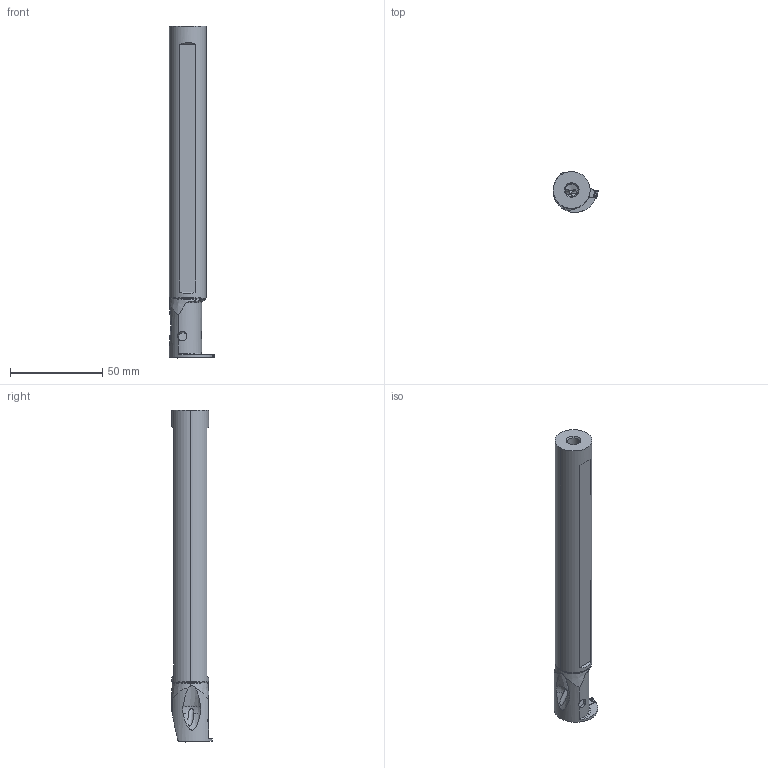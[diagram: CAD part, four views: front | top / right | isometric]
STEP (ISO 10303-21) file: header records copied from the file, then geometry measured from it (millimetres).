
FILE_DESCRIPTION(/* description */ (''),/* implementation_level */ '2;1');
FILE_NAME(/* name */ 'GYAL20Q90A-D06_CW2_00_MR1_0.stp',/* time_stamp */ '2023-03-20T14:53:12+09:00',/* author */ (''),/* organization */ (''),/* preprocessor_version */ 'ST-DEVELOPER v16',/* originating_system */ 'SIEMENS PLM Software NX 10.0',/* authorisation */ '');
FILE_SCHEMA (('AUTOMOTIVE_DESIGN { 1 0 10303 214 3 1 1 1 }'));
Length unit declared in the file: millimetre
Products named in the file (1): GYAL20Q90A-D06_CW2_00_MR1_0_ASM
Bounding box: 24.7 x 21.88 x 180 mm (x, y, z)
Volume: 46688.1 mm3; surface area: 16052.2 mm2
Topology: 2 solids, 2 shells, 176 faces, 534 edges, 381 vertices
Faces by surface type: cylinder 56, plane 46, bspline 45, cone 18, torus 7, sphere 2, extrusion 2
Entity records: 10962 total; most frequent: CARTESIAN_POINT 6609, ORIENTED_EDGE 1016, DIRECTION 689, EDGE_CURVE 508, VERTEX_POINT 336, AXIS2_PLACEMENT_3D 269, B_SPLINE_CURVE_WITH_KNOTS 238, EDGE_LOOP 182
